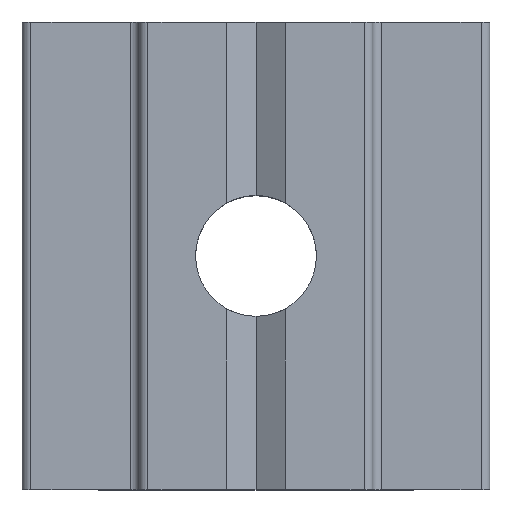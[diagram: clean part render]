
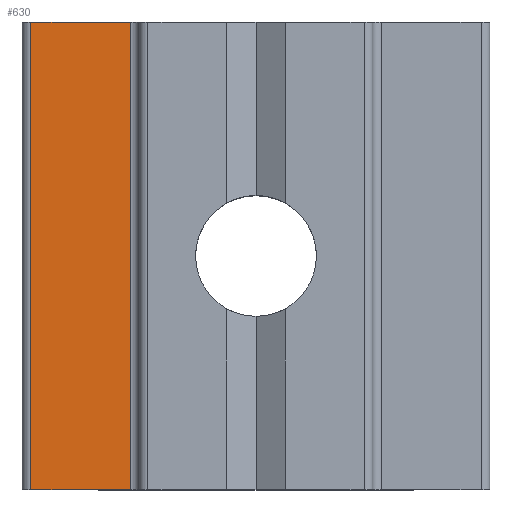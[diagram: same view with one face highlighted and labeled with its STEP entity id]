
A CAD part, top view. The second image highlights one B-rep face of the part: STEP entity #630.
In plain terms, the highlighted planar face has unit normal (0, 0, 1).
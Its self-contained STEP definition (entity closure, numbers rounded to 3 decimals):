
#2 = DIRECTION ( 'NONE',  ( 0., 1., 0. ) ) ;
#70 = AXIS2_PLACEMENT_3D ( 'NONE', #158, #965, #2 ) ;
#97 = VERTEX_POINT ( 'NONE', #616 ) ;
#158 = CARTESIAN_POINT ( 'NONE',  ( -8., -8., 0. ) ) ;
#253 = EDGE_CURVE ( 'NONE', #331, #864, #898, .T. ) ;
#331 = VERTEX_POINT ( 'NONE', #812 ) ;
#338 = CARTESIAN_POINT ( 'NONE',  ( -7.7, -8., 0. ) ) ;
#375 = EDGE_CURVE ( 'NONE', #97, #864, #721, .T. ) ;
#379 = VECTOR ( 'NONE', #890, 1000. ) ;
#389 = EDGE_CURVE ( 'NONE', #799, #97, #413, .T. ) ;
#398 = CARTESIAN_POINT ( 'NONE',  ( -8., -8., 0. ) ) ;
#413 = LINE ( 'NONE', #883, #570 ) ;
#431 = EDGE_LOOP ( 'NONE', ( #928, #564, #940, #787 ) ) ;
#506 = LINE ( 'NONE', #338, #849 ) ;
#515 = CARTESIAN_POINT ( 'NONE',  ( -4.3, -8., 0. ) ) ;
#564 = ORIENTED_EDGE ( 'NONE', *, *, #389, .F. ) ;
#570 = VECTOR ( 'NONE', #1043, 1000. ) ;
#616 = CARTESIAN_POINT ( 'NONE',  ( -4.3, 8., 0. ) ) ;
#630 = ADVANCED_FACE ( 'NONE', ( #934 ), #732, .F. ) ;
#654 = VECTOR ( 'NONE', #942, 1000. ) ;
#667 = EDGE_CURVE ( 'NONE', #331, #799, #506, .T. ) ;
#721 = LINE ( 'NONE', #515, #379 ) ;
#732 = PLANE ( 'NONE',  #70 ) ;
#787 = ORIENTED_EDGE ( 'NONE', *, *, #253, .T. ) ;
#799 = VERTEX_POINT ( 'NONE', #981 ) ;
#812 = CARTESIAN_POINT ( 'NONE',  ( -7.7, -8., 0. ) ) ;
#849 = VECTOR ( 'NONE', #882, 1000. ) ;
#864 = VERTEX_POINT ( 'NONE', #996 ) ;
#882 = DIRECTION ( 'NONE',  ( 0., 1., 0. ) ) ;
#883 = CARTESIAN_POINT ( 'NONE',  ( -8., 8., 0. ) ) ;
#890 = DIRECTION ( 'NONE',  ( 0., -1., 0. ) ) ;
#898 = LINE ( 'NONE', #398, #654 ) ;
#928 = ORIENTED_EDGE ( 'NONE', *, *, #375, .F. ) ;
#934 = FACE_OUTER_BOUND ( 'NONE', #431, .T. ) ;
#940 = ORIENTED_EDGE ( 'NONE', *, *, #667, .F. ) ;
#942 = DIRECTION ( 'NONE',  ( 1., 0., 0. ) ) ;
#965 = DIRECTION ( 'NONE',  ( 0., 0., -1. ) ) ;
#981 = CARTESIAN_POINT ( 'NONE',  ( -7.7, 8., 0. ) ) ;
#996 = CARTESIAN_POINT ( 'NONE',  ( -4.3, -8., 0. ) ) ;
#1043 = DIRECTION ( 'NONE',  ( 1., 0., 0. ) ) ;
